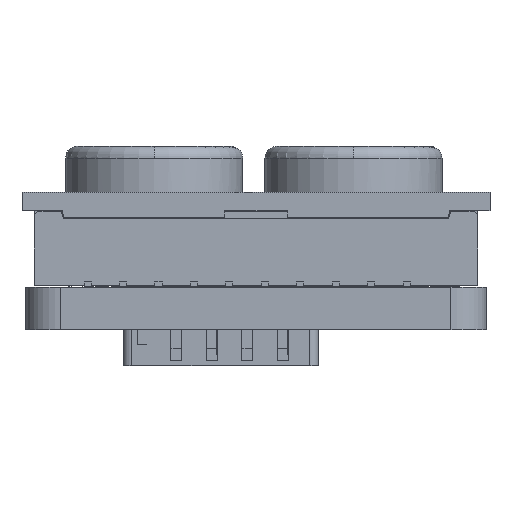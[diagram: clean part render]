
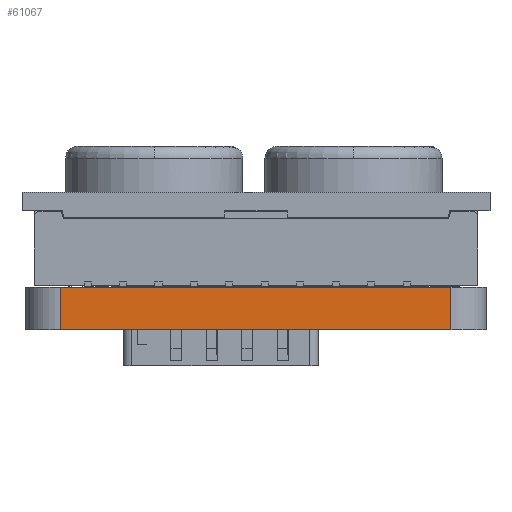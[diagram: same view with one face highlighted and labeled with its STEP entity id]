
A CAD part, left-side view. The second image highlights one B-rep face of the part: STEP entity #61067.
In plain terms, the highlighted planar face has unit normal (-1, 0, 0).
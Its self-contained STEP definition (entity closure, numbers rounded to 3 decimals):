
#60613 = VERTEX_POINT('',#60614);
#60614 = CARTESIAN_POINT('',(67.25,-81.,0.));
#60621 = EDGE_CURVE('',#60613,#60622,#60624,.T.);
#60622 = VERTEX_POINT('',#60623);
#60623 = CARTESIAN_POINT('',(67.25,-59.,0.));
#60624 = LINE('',#60625,#60626);
#60625 = CARTESIAN_POINT('',(67.25,-81.,0.));
#60626 = VECTOR('',#60627,1.);
#60627 = DIRECTION('',(0.,1.,0.));
#60869 = VERTEX_POINT('',#60870);
#60870 = CARTESIAN_POINT('',(67.25,-81.,2.4));
#60877 = EDGE_CURVE('',#60869,#60878,#60880,.T.);
#60878 = VERTEX_POINT('',#60879);
#60879 = CARTESIAN_POINT('',(67.25,-59.,2.4));
#60880 = LINE('',#60881,#60882);
#60881 = CARTESIAN_POINT('',(67.25,-81.,2.4));
#60882 = VECTOR('',#60883,1.);
#60883 = DIRECTION('',(0.,1.,0.));
#61037 = EDGE_CURVE('',#60622,#60878,#61038,.T.);
#61038 = LINE('',#61039,#61040);
#61039 = CARTESIAN_POINT('',(67.25,-59.,0.));
#61040 = VECTOR('',#61041,1.);
#61041 = DIRECTION('',(0.,0.,1.));
#61067 = ADVANCED_FACE('',(#61068),#61079,.T.);
#61068 = FACE_BOUND('',#61069,.T.);
#61069 = EDGE_LOOP('',(#61070,#61076,#61077,#61078));
#61070 = ORIENTED_EDGE('',*,*,#61071,.T.);
#61071 = EDGE_CURVE('',#60613,#60869,#61072,.T.);
#61072 = LINE('',#61073,#61074);
#61073 = CARTESIAN_POINT('',(67.25,-81.,0.));
#61074 = VECTOR('',#61075,1.);
#61075 = DIRECTION('',(0.,0.,1.));
#61076 = ORIENTED_EDGE('',*,*,#60877,.T.);
#61077 = ORIENTED_EDGE('',*,*,#61037,.F.);
#61078 = ORIENTED_EDGE('',*,*,#60621,.F.);
#61079 = PLANE('',#61080);
#61080 = AXIS2_PLACEMENT_3D('',#61081,#61082,#61083);
#61081 = CARTESIAN_POINT('',(67.25,-81.,0.));
#61082 = DIRECTION('',(-1.,0.,0.));
#61083 = DIRECTION('',(0.,1.,0.));
